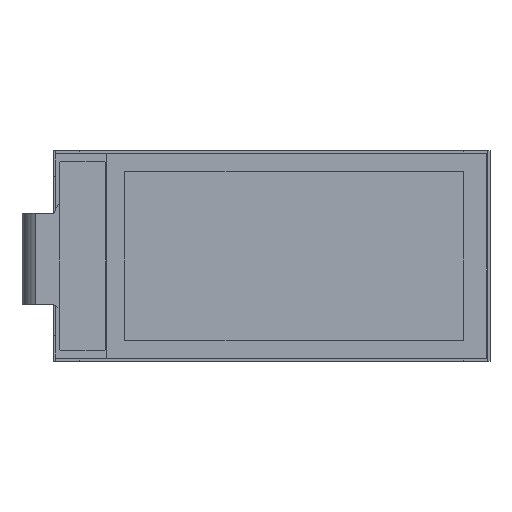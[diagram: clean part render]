
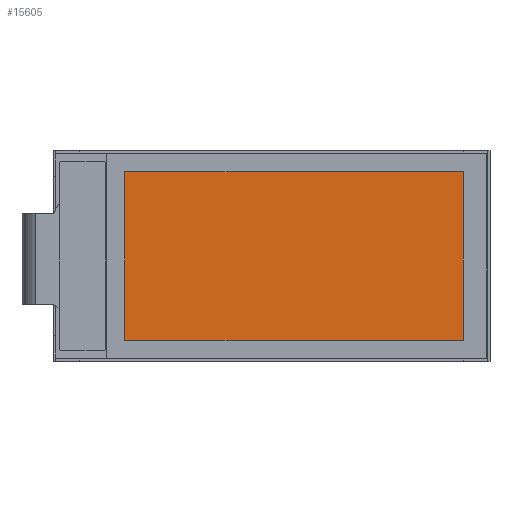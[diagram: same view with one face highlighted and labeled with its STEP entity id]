
A CAD part, top view. The second image highlights one B-rep face of the part: STEP entity #15605.
In plain terms, the highlighted planar face has unit normal (0, 0, 1).
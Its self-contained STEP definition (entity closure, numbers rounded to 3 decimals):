
#955=LINE('',#23415,#1858);
#956=LINE('',#23417,#1859);
#958=LINE('',#23421,#1861);
#960=LINE('',#23425,#1863);
#1858=VECTOR('',#18157,1000.);
#1859=VECTOR('',#18160,1000.);
#1861=VECTOR('',#18164,1000.);
#1863=VECTOR('',#18168,1000.);
#3989=ORIENTED_EDGE('',*,*,#6498,.F.);
#3990=ORIENTED_EDGE('',*,*,#6496,.F.);
#3991=ORIENTED_EDGE('',*,*,#6495,.F.);
#3992=ORIENTED_EDGE('',*,*,#6500,.F.);
#6495=EDGE_CURVE('',#7857,#7856,#955,.T.);
#6496=EDGE_CURVE('',#7856,#7858,#956,.T.);
#6498=EDGE_CURVE('',#7858,#7859,#958,.T.);
#6500=EDGE_CURVE('',#7859,#7857,#960,.T.);
#7856=VERTEX_POINT('',#23412);
#7857=VERTEX_POINT('',#23414);
#7858=VERTEX_POINT('',#23418);
#7859=VERTEX_POINT('',#23422);
#9145=EDGE_LOOP('',(#3989,#3990,#3991,#3992));
#9876=FACE_BOUND('',#9145,.T.);
#10435=PLANE('',#16409);
#15605=ADVANCED_FACE('',(#9876),#10435,.F.);
#16409=AXIS2_PLACEMENT_3D('',#23426,#18169,#18170);
#18157=DIRECTION('',(0.,1.,0.));
#18160=DIRECTION('',(1.,0.,0.));
#18164=DIRECTION('',(0.,-1.,0.));
#18168=DIRECTION('',(-1.,0.,0.));
#18169=DIRECTION('',(0.,0.,-1.));
#18170=DIRECTION('',(-1.,0.,0.));
#23412=CARTESIAN_POINT('',(-9.417,5.4,1.092));
#23414=CARTESIAN_POINT('',(-9.417,-5.4,1.092));
#23415=CARTESIAN_POINT('',(-9.417,-5.4,1.092));
#23417=CARTESIAN_POINT('',(-9.417,5.4,1.092));
#23418=CARTESIAN_POINT('',(12.283,5.4,1.092));
#23421=CARTESIAN_POINT('',(12.283,5.4,1.092));
#23422=CARTESIAN_POINT('',(12.283,-5.4,1.092));
#23425=CARTESIAN_POINT('',(12.283,-5.4,1.092));
#23426=CARTESIAN_POINT('',(0.,0.,1.092));
